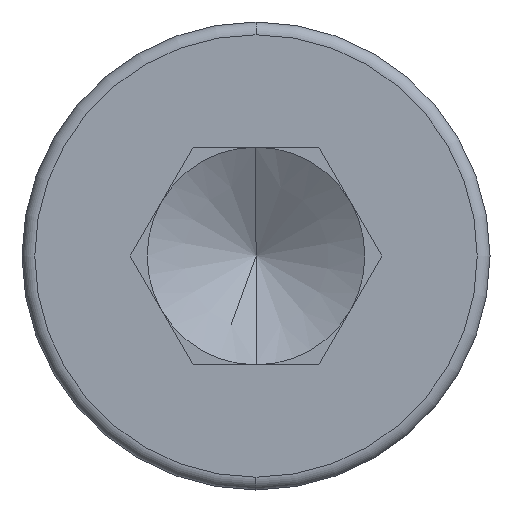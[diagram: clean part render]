
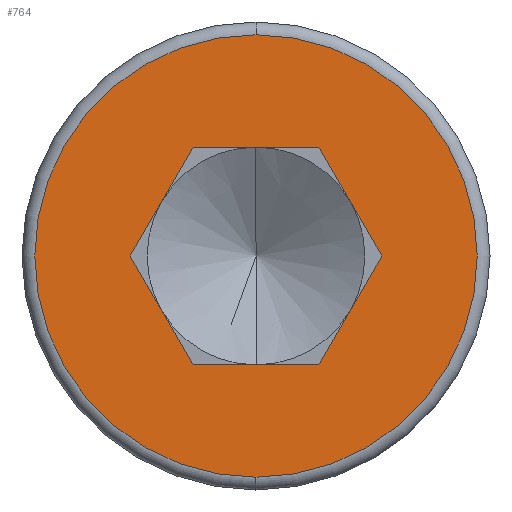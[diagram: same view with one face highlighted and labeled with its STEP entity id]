
A CAD part, left-side view. The second image highlights one B-rep face of the part: STEP entity #764.
In plain terms, the highlighted planar face has unit normal (-1, 0, 0).
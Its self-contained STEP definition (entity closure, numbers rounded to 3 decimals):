
#17 = DIRECTION ( 'NONE',  ( 0., 0., 1. ) ) ;
#25 = VECTOR ( 'NONE', #215, 1000. ) ;
#27 = CIRCLE ( 'NONE', #767, 2.6 ) ;
#29 = ORIENTED_EDGE ( 'NONE', *, *, #285, .F. ) ;
#34 = CARTESIAN_POINT ( 'NONE',  ( 0., -1.478, 0. ) ) ;
#45 = CIRCLE ( 'NONE', #410, 2.6 ) ;
#53 = CARTESIAN_POINT ( 'NONE',  ( 0., -0.739, 1.28 ) ) ;
#55 = CARTESIAN_POINT ( 'NONE',  ( 0., 0.739, 1.28 ) ) ;
#81 = CARTESIAN_POINT ( 'NONE',  ( 0., -1.478, 0. ) ) ;
#90 = LINE ( 'NONE', #475, #118 ) ;
#101 = LINE ( 'NONE', #34, #720 ) ;
#114 = DIRECTION ( 'NONE',  ( 0., 0., 1. ) ) ;
#118 = VECTOR ( 'NONE', #546, 1000. ) ;
#120 = CARTESIAN_POINT ( 'NONE',  ( 0., 0., 0. ) ) ;
#128 = CARTESIAN_POINT ( 'NONE',  ( 0., 0., -2.6 ) ) ;
#130 = CARTESIAN_POINT ( 'NONE',  ( 0., -0.739, 1.28 ) ) ;
#136 = VERTEX_POINT ( 'NONE', #205 ) ;
#146 = FACE_OUTER_BOUND ( 'NONE', #570, .T. ) ;
#162 = LINE ( 'NONE', #614, #203 ) ;
#187 = VERTEX_POINT ( 'NONE', #55 ) ;
#192 = EDGE_CURVE ( 'NONE', #789, #498, #90, .T. ) ;
#198 = PLANE ( 'NONE',  #635 ) ;
#203 = VECTOR ( 'NONE', #664, 1000. ) ;
#205 = CARTESIAN_POINT ( 'NONE',  ( 0., -0.739, -1.28 ) ) ;
#215 = DIRECTION ( 'NONE',  ( 0., -0.5, 0.866 ) ) ;
#221 = ORIENTED_EDGE ( 'NONE', *, *, #568, .T. ) ;
#229 = ORIENTED_EDGE ( 'NONE', *, *, #378, .T. ) ;
#260 = EDGE_CURVE ( 'NONE', #780, #534, #585, .T. ) ;
#261 = CARTESIAN_POINT ( 'NONE',  ( 0., -0.739, 1.28 ) ) ;
#285 = EDGE_CURVE ( 'NONE', #780, #187, #499, .T. ) ;
#291 = EDGE_LOOP ( 'NONE', ( #221, #29, #341, #333, #343, #480 ) ) ;
#313 = VECTOR ( 'NONE', #786, 1000. ) ;
#318 = FACE_BOUND ( 'NONE', #291, .T. ) ;
#333 = ORIENTED_EDGE ( 'NONE', *, *, #648, .T. ) ;
#341 = ORIENTED_EDGE ( 'NONE', *, *, #260, .T. ) ;
#343 = ORIENTED_EDGE ( 'NONE', *, *, #763, .F. ) ;
#354 = DIRECTION ( 'NONE',  ( -1., 0., 0. ) ) ;
#358 = DIRECTION ( 'NONE',  ( 0., 0.5, -0.866 ) ) ;
#368 = DIRECTION ( 'NONE',  ( 0., 1., 0. ) ) ;
#378 = EDGE_CURVE ( 'NONE', #668, #582, #45, .T. ) ;
#410 = AXIS2_PLACEMENT_3D ( 'NONE', #642, #756, #114 ) ;
#475 = CARTESIAN_POINT ( 'NONE',  ( 0., 1.478, 0. ) ) ;
#480 = ORIENTED_EDGE ( 'NONE', *, *, #192, .F. ) ;
#498 = VERTEX_POINT ( 'NONE', #630 ) ;
#499 = LINE ( 'NONE', #53, #787 ) ;
#534 = VERTEX_POINT ( 'NONE', #81 ) ;
#546 = DIRECTION ( 'NONE',  ( 0., -0.5, -0.866 ) ) ;
#568 = EDGE_CURVE ( 'NONE', #789, #187, #698, .T. ) ;
#570 = EDGE_LOOP ( 'NONE', ( #229, #669 ) ) ;
#582 = VERTEX_POINT ( 'NONE', #128 ) ;
#585 = LINE ( 'NONE', #130, #313 ) ;
#614 = CARTESIAN_POINT ( 'NONE',  ( 0., 0.739, -1.28 ) ) ;
#630 = CARTESIAN_POINT ( 'NONE',  ( 0., 0.739, -1.28 ) ) ;
#635 = AXIS2_PLACEMENT_3D ( 'NONE', #120, #354, #17 ) ;
#642 = CARTESIAN_POINT ( 'NONE',  ( 0., 0., 0. ) ) ;
#647 = EDGE_CURVE ( 'NONE', #582, #668, #27, .T. ) ;
#648 = EDGE_CURVE ( 'NONE', #534, #136, #101, .T. ) ;
#664 = DIRECTION ( 'NONE',  ( 0., -1., 0. ) ) ;
#668 = VERTEX_POINT ( 'NONE', #747 ) ;
#669 = ORIENTED_EDGE ( 'NONE', *, *, #647, .T. ) ;
#694 = CARTESIAN_POINT ( 'NONE',  ( 0., 1.478, 0. ) ) ;
#698 = LINE ( 'NONE', #694, #25 ) ;
#720 = VECTOR ( 'NONE', #358, 1000. ) ;
#735 = DIRECTION ( 'NONE',  ( 0., 0., 1. ) ) ;
#747 = CARTESIAN_POINT ( 'NONE',  ( 0., 0., 2.6 ) ) ;
#756 = DIRECTION ( 'NONE',  ( -1., 0., 0. ) ) ;
#757 = CARTESIAN_POINT ( 'NONE',  ( 0., 0., 0. ) ) ;
#759 = CARTESIAN_POINT ( 'NONE',  ( 0., 1.478, 0. ) ) ;
#763 = EDGE_CURVE ( 'NONE', #498, #136, #162, .T. ) ;
#764 = ADVANCED_FACE ( 'NONE', ( #318, #146 ), #198, .T. ) ;
#767 = AXIS2_PLACEMENT_3D ( 'NONE', #757, #778, #735 ) ;
#778 = DIRECTION ( 'NONE',  ( -1., 0., 0. ) ) ;
#780 = VERTEX_POINT ( 'NONE', #261 ) ;
#786 = DIRECTION ( 'NONE',  ( 0., -0.5, -0.866 ) ) ;
#787 = VECTOR ( 'NONE', #368, 1000. ) ;
#789 = VERTEX_POINT ( 'NONE', #759 ) ;
